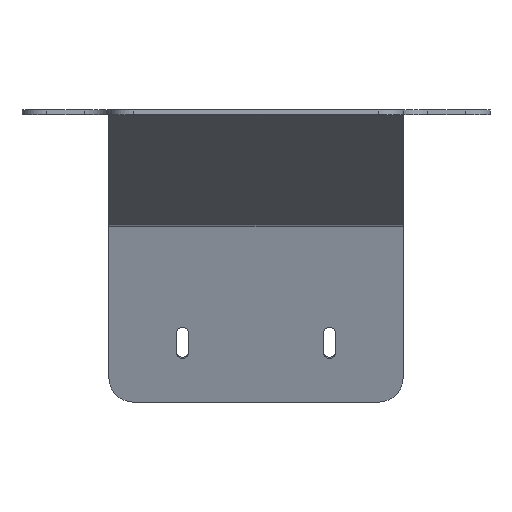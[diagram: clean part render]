
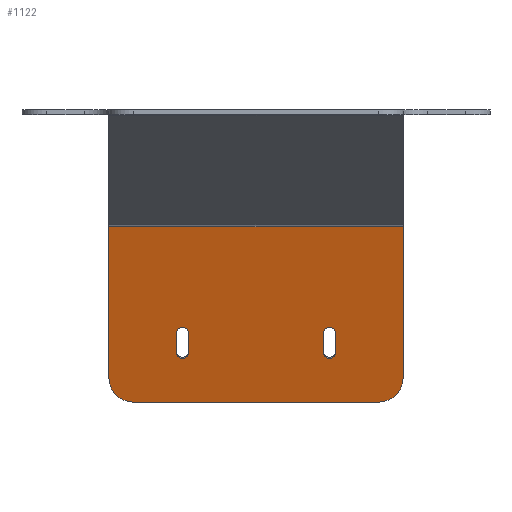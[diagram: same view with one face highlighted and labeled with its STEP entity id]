
A CAD part, front view. The second image highlights one B-rep face of the part: STEP entity #1122.
In plain terms, the highlighted planar face has unit normal (0, -0.966, -0.259).
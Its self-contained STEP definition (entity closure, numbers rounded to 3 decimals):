
#8 = CARTESIAN_POINT ( 'NONE',  ( 60., -85.228, 1170.218 ) ) ;
#20 = ORIENTED_EDGE ( 'NONE', *, *, #1472, .T. ) ;
#23 = CARTESIAN_POINT ( 'NONE',  ( -30., -73.571, 1126.716 ) ) ;
#45 = AXIS2_PLACEMENT_3D ( 'NONE', #686, #1053, #1982 ) ;
#53 = CARTESIAN_POINT ( 'NONE',  ( 60., -66.066, 1098.704 ) ) ;
#79 = CARTESIAN_POINT ( 'NONE',  ( 60., -97.495, 1216. ) ) ;
#98 = AXIS2_PLACEMENT_3D ( 'NONE', #79, #1381, #414 ) ;
#107 = CARTESIAN_POINT ( 'NONE',  ( -32.5, -73.571, 1126.716 ) ) ;
#109 = CARTESIAN_POINT ( 'NONE',  ( -60., -85.228, 1170.218 ) ) ;
#150 = VECTOR ( 'NONE', #1023, 1000. ) ;
#151 = ORIENTED_EDGE ( 'NONE', *, *, #396, .F. ) ;
#164 = VECTOR ( 'NONE', #1796, 1000. ) ;
#180 = ORIENTED_EDGE ( 'NONE', *, *, #1436, .T. ) ;
#199 = DIRECTION ( 'NONE',  ( 0., 0.966, 0.259 ) ) ;
#209 = LINE ( 'NONE', #1998, #1874 ) ;
#219 = ORIENTED_EDGE ( 'NONE', *, *, #1542, .T. ) ;
#226 = EDGE_LOOP ( 'NONE', ( #2021, #1189, #689, #151, #1663, #933 ) ) ;
#228 = AXIS2_PLACEMENT_3D ( 'NONE', #1202, #2025, #577 ) ;
#246 = CARTESIAN_POINT ( 'NONE',  ( -30., -73.571, 1126.716 ) ) ;
#279 = EDGE_CURVE ( 'NONE', #1255, #1509, #209, .T. ) ;
#303 = EDGE_CURVE ( 'NONE', #1513, #1808, #1031, .T. ) ;
#310 = EDGE_CURVE ( 'NONE', #1573, #1984, #866, .T. ) ;
#311 = DIRECTION ( 'NONE',  ( 0., -0.259, 0.966 ) ) ;
#344 = CARTESIAN_POINT ( 'NONE',  ( -27.5, -73.571, 1126.716 ) ) ;
#358 = DIRECTION ( 'NONE',  ( 0., 0.259, -0.966 ) ) ;
#359 = CARTESIAN_POINT ( 'NONE',  ( -32.5, -97.495, 1216. ) ) ;
#390 = CARTESIAN_POINT ( 'NONE',  ( 60., -85.228, 1170.218 ) ) ;
#396 = EDGE_CURVE ( 'NONE', #1573, #1781, #1396, .T. ) ;
#413 = FACE_OUTER_BOUND ( 'NONE', #226, .T. ) ;
#414 = DIRECTION ( 'NONE',  ( 0., 0.259, -0.966 ) ) ;
#424 = DIRECTION ( 'NONE',  ( 0., -0.259, 0.966 ) ) ;
#441 = CARTESIAN_POINT ( 'NONE',  ( 32.5, -73.571, 1126.716 ) ) ;
#449 = DIRECTION ( 'NONE',  ( 0., -0.259, 0.966 ) ) ;
#456 = DIRECTION ( 'NONE',  ( 0., -0.259, 0.966 ) ) ;
#463 = CARTESIAN_POINT ( 'NONE',  ( 50., -68.654, 1108.363 ) ) ;
#474 = AXIS2_PLACEMENT_3D ( 'NONE', #23, #828, #854 ) ;
#476 = CARTESIAN_POINT ( 'NONE',  ( 60., -68.654, 1108.363 ) ) ;
#514 = VECTOR ( 'NONE', #1742, 1000. ) ;
#515 = VECTOR ( 'NONE', #1517, 1000. ) ;
#527 = DIRECTION ( 'NONE',  ( 0., 0.259, -0.966 ) ) ;
#529 = ORIENTED_EDGE ( 'NONE', *, *, #279, .T. ) ;
#535 = CARTESIAN_POINT ( 'NONE',  ( 30., -73.571, 1126.716 ) ) ;
#547 = ORIENTED_EDGE ( 'NONE', *, *, #303, .T. ) ;
#551 = ORIENTED_EDGE ( 'NONE', *, *, #895, .T. ) ;
#577 = DIRECTION ( 'NONE',  ( 0., 0.259, -0.966 ) ) ;
#588 = VECTOR ( 'NONE', #358, 1000. ) ;
#615 = ORIENTED_EDGE ( 'NONE', *, *, #1324, .T. ) ;
#619 = VERTEX_POINT ( 'NONE', #1274 ) ;
#633 = EDGE_LOOP ( 'NONE', ( #658, #20, #547, #551, #180 ) ) ;
#645 = EDGE_LOOP ( 'NONE', ( #1997, #219, #615, #529, #1262 ) ) ;
#658 = ORIENTED_EDGE ( 'NONE', *, *, #1099, .T. ) ;
#660 = VERTEX_POINT ( 'NONE', #476 ) ;
#686 = CARTESIAN_POINT ( 'NONE',  ( -30., -71.501, 1118.988 ) ) ;
#689 = ORIENTED_EDGE ( 'NONE', *, *, #1146, .T. ) ;
#698 = CARTESIAN_POINT ( 'NONE',  ( 30., -71.501, 1118.988 ) ) ;
#756 = AXIS2_PLACEMENT_3D ( 'NONE', #535, #1833, #1207 ) ;
#768 = CARTESIAN_POINT ( 'NONE',  ( -60., -85.228, 1170.218 ) ) ;
#769 = AXIS2_PLACEMENT_3D ( 'NONE', #698, #199, #1351 ) ;
#828 = DIRECTION ( 'NONE',  ( 0., 0.966, 0.259 ) ) ;
#854 = DIRECTION ( 'NONE',  ( 0., -0.259, 0.966 ) ) ;
#865 = CARTESIAN_POINT ( 'NONE',  ( -27.5, -97.495, 1216. ) ) ;
#866 = LINE ( 'NONE', #53, #150 ) ;
#880 = VECTOR ( 'NONE', #1479, 1000. ) ;
#895 = EDGE_CURVE ( 'NONE', #1808, #1290, #1203, .T. ) ;
#900 = LINE ( 'NONE', #8, #164 ) ;
#912 = CARTESIAN_POINT ( 'NONE',  ( -60., -68.654, 1108.363 ) ) ;
#933 = ORIENTED_EDGE ( 'NONE', *, *, #1870, .T. ) ;
#973 = EDGE_CURVE ( 'NONE', #1509, #619, #1829, .T. ) ;
#995 = VECTOR ( 'NONE', #456, 1000. ) ;
#1019 = EDGE_CURVE ( 'NONE', #1999, #1214, #1777, .T. ) ;
#1023 = DIRECTION ( 'NONE',  ( 1., 0., 0. ) ) ;
#1031 = LINE ( 'NONE', #865, #588 ) ;
#1052 = CARTESIAN_POINT ( 'NONE',  ( -30., -74.218, 1129.13 ) ) ;
#1053 = DIRECTION ( 'NONE',  ( 0., 0.966, 0.259 ) ) ;
#1070 = CIRCLE ( 'NONE', #756, 2.5 ) ;
#1099 = EDGE_CURVE ( 'NONE', #1877, #1585, #1295, .T. ) ;
#1122 = ADVANCED_FACE ( 'NONE', ( #1154, #1727, #413 ), #1537, .T. ) ;
#1146 = EDGE_CURVE ( 'NONE', #1214, #1781, #1545, .T. ) ;
#1154 = FACE_BOUND ( 'NONE', #633, .T. ) ;
#1158 = AXIS2_PLACEMENT_3D ( 'NONE', #1296, #1597, #311 ) ;
#1189 = ORIENTED_EDGE ( 'NONE', *, *, #1019, .T. ) ;
#1202 = CARTESIAN_POINT ( 'NONE',  ( -50., -68.654, 1108.363 ) ) ;
#1203 = CIRCLE ( 'NONE', #45, 2.5 ) ;
#1207 = DIRECTION ( 'NONE',  ( 0., -0.259, 0.966 ) ) ;
#1214 = VERTEX_POINT ( 'NONE', #768 ) ;
#1228 = CIRCLE ( 'NONE', #474, 2.5 ) ;
#1255 = VERTEX_POINT ( 'NONE', #441 ) ;
#1262 = ORIENTED_EDGE ( 'NONE', *, *, #973, .T. ) ;
#1274 = CARTESIAN_POINT ( 'NONE',  ( 27.5, -71.501, 1118.988 ) ) ;
#1290 = VERTEX_POINT ( 'NONE', #1611 ) ;
#1295 = CIRCLE ( 'NONE', #2074, 2.5 ) ;
#1296 = CARTESIAN_POINT ( 'NONE',  ( 30., -73.571, 1126.716 ) ) ;
#1314 = CARTESIAN_POINT ( 'NONE',  ( 30., -74.218, 1129.13 ) ) ;
#1324 = EDGE_CURVE ( 'NONE', #2100, #1255, #1969, .T. ) ;
#1351 = DIRECTION ( 'NONE',  ( 0., -0.259, 0.966 ) ) ;
#1361 = VERTEX_POINT ( 'NONE', #1606 ) ;
#1381 = DIRECTION ( 'NONE',  ( 0., -0.966, -0.259 ) ) ;
#1396 = CIRCLE ( 'NONE', #228, 10. ) ;
#1408 = LINE ( 'NONE', #1922, #995 ) ;
#1436 = EDGE_CURVE ( 'NONE', #1290, #1877, #1614, .T. ) ;
#1468 = CARTESIAN_POINT ( 'NONE',  ( 50., -66.066, 1098.704 ) ) ;
#1472 = EDGE_CURVE ( 'NONE', #1585, #1513, #1228, .T. ) ;
#1479 = DIRECTION ( 'NONE',  ( 0., -0.259, 0.966 ) ) ;
#1509 = VERTEX_POINT ( 'NONE', #1959 ) ;
#1513 = VERTEX_POINT ( 'NONE', #344 ) ;
#1517 = DIRECTION ( 'NONE',  ( -1., 0., 0. ) ) ;
#1525 = DIRECTION ( 'NONE',  ( 0., 0.966, 0.259 ) ) ;
#1532 = CIRCLE ( 'NONE', #1629, 10. ) ;
#1537 = PLANE ( 'NONE',  #98 ) ;
#1542 = EDGE_CURVE ( 'NONE', #1361, #2100, #1070, .T. ) ;
#1545 = LINE ( 'NONE', #109, #514 ) ;
#1573 = VERTEX_POINT ( 'NONE', #2000 ) ;
#1585 = VERTEX_POINT ( 'NONE', #1052 ) ;
#1597 = DIRECTION ( 'NONE',  ( 0., 0.966, 0.259 ) ) ;
#1606 = CARTESIAN_POINT ( 'NONE',  ( 27.5, -73.571, 1126.716 ) ) ;
#1611 = CARTESIAN_POINT ( 'NONE',  ( -32.5, -71.501, 1118.988 ) ) ;
#1614 = LINE ( 'NONE', #359, #880 ) ;
#1629 = AXIS2_PLACEMENT_3D ( 'NONE', #463, #2077, #449 ) ;
#1663 = ORIENTED_EDGE ( 'NONE', *, *, #310, .T. ) ;
#1727 = FACE_BOUND ( 'NONE', #645, .T. ) ;
#1742 = DIRECTION ( 'NONE',  ( 0., 0.259, -0.966 ) ) ;
#1777 = LINE ( 'NONE', #390, #515 ) ;
#1781 = VERTEX_POINT ( 'NONE', #912 ) ;
#1796 = DIRECTION ( 'NONE',  ( 0., 0.259, -0.966 ) ) ;
#1808 = VERTEX_POINT ( 'NONE', #2069 ) ;
#1829 = CIRCLE ( 'NONE', #769, 2.5 ) ;
#1833 = DIRECTION ( 'NONE',  ( 0., 0.966, 0.259 ) ) ;
#1870 = EDGE_CURVE ( 'NONE', #1984, #660, #1532, .T. ) ;
#1874 = VECTOR ( 'NONE', #527, 1000. ) ;
#1877 = VERTEX_POINT ( 'NONE', #107 ) ;
#1902 = EDGE_CURVE ( 'NONE', #619, #1361, #1408, .T. ) ;
#1922 = CARTESIAN_POINT ( 'NONE',  ( 27.5, -97.495, 1216. ) ) ;
#1959 = CARTESIAN_POINT ( 'NONE',  ( 32.5, -71.501, 1118.988 ) ) ;
#1969 = CIRCLE ( 'NONE', #1158, 2.5 ) ;
#1982 = DIRECTION ( 'NONE',  ( 0., -0.259, 0.966 ) ) ;
#1984 = VERTEX_POINT ( 'NONE', #1468 ) ;
#1997 = ORIENTED_EDGE ( 'NONE', *, *, #1902, .T. ) ;
#1998 = CARTESIAN_POINT ( 'NONE',  ( 32.5, -97.495, 1216. ) ) ;
#1999 = VERTEX_POINT ( 'NONE', #2102 ) ;
#2000 = CARTESIAN_POINT ( 'NONE',  ( -50., -66.066, 1098.704 ) ) ;
#2017 = EDGE_CURVE ( 'NONE', #1999, #660, #900, .T. ) ;
#2021 = ORIENTED_EDGE ( 'NONE', *, *, #2017, .F. ) ;
#2025 = DIRECTION ( 'NONE',  ( 0., 0.966, 0.259 ) ) ;
#2069 = CARTESIAN_POINT ( 'NONE',  ( -27.5, -71.501, 1118.988 ) ) ;
#2074 = AXIS2_PLACEMENT_3D ( 'NONE', #246, #1525, #424 ) ;
#2077 = DIRECTION ( 'NONE',  ( 0., -0.966, -0.259 ) ) ;
#2100 = VERTEX_POINT ( 'NONE', #1314 ) ;
#2102 = CARTESIAN_POINT ( 'NONE',  ( 60., -85.228, 1170.218 ) ) ;
